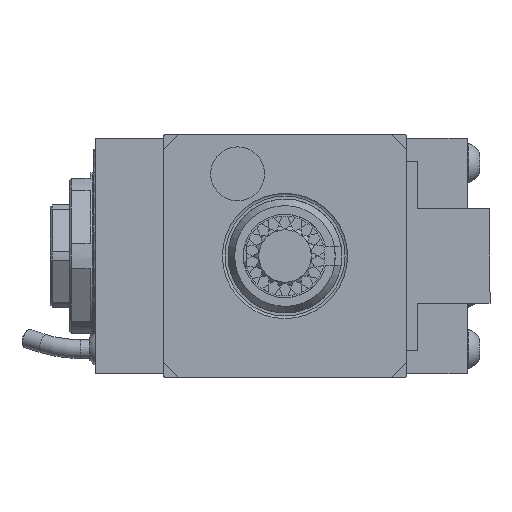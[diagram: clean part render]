
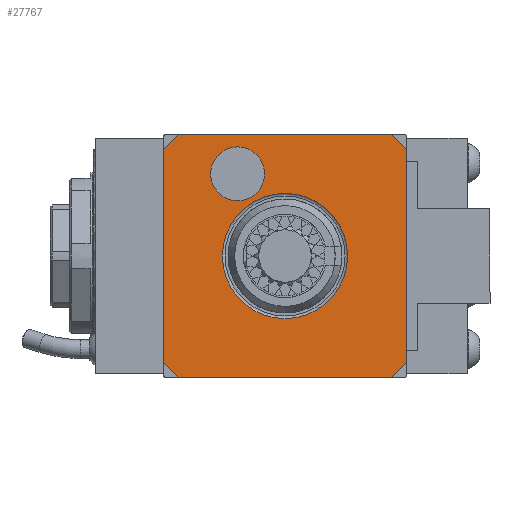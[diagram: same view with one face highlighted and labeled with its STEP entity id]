
A CAD part, front view. The second image highlights one B-rep face of the part: STEP entity #27767.
In plain terms, the highlighted planar face has unit normal (0, -1, 0).
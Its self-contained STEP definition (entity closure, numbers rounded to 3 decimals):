
#236 = CARTESIAN_POINT ( 'NONE',  ( 27.969, -18., -32. ) ) ;
#1571 = AXIS2_PLACEMENT_3D ( 'NONE', #32164, #8842, #25585 ) ;
#1631 = AXIS2_PLACEMENT_3D ( 'NONE', #21844, #35218, #5134 ) ;
#1670 = EDGE_CURVE ( 'NONE', #13871, #27426, #27018, .T. ) ;
#1920 = VECTOR ( 'NONE', #33441, 1000. ) ;
#2405 = CARTESIAN_POINT ( 'NONE',  ( -32., -18., -27.969 ) ) ;
#3252 = DIRECTION ( 'NONE',  ( 0., -1., 0. ) ) ;
#3966 = CARTESIAN_POINT ( 'NONE',  ( 0., -18., 0. ) ) ;
#5134 = DIRECTION ( 'NONE',  ( 0., 0., 1. ) ) ;
#5237 = CARTESIAN_POINT ( 'NONE',  ( 27.969, -18., 32. ) ) ;
#5418 = ORIENTED_EDGE ( 'NONE', *, *, #36625, .T. ) ;
#5468 = VECTOR ( 'NONE', #34791, 1000. ) ;
#5925 = DIRECTION ( 'NONE',  ( 0., 0., 1. ) ) ;
#6002 = LINE ( 'NONE', #33018, #1920 ) ;
#6348 = ORIENTED_EDGE ( 'NONE', *, *, #26793, .T. ) ;
#6533 = FACE_BOUND ( 'NONE', #37245, .T. ) ;
#7134 = VERTEX_POINT ( 'NONE', #12005 ) ;
#7207 = AXIS2_PLACEMENT_3D ( 'NONE', #40132, #12645, #22817 ) ;
#8842 = DIRECTION ( 'NONE',  ( 0., -1., 0. ) ) ;
#9500 = AXIS2_PLACEMENT_3D ( 'NONE', #37049, #3252, #20165 ) ;
#9616 = CARTESIAN_POINT ( 'NONE',  ( 32., -18., -45. ) ) ;
#10028 = CIRCLE ( 'NONE', #1631, 42.5 ) ;
#10552 = VERTEX_POINT ( 'NONE', #5237 ) ;
#10561 = VERTEX_POINT ( 'NONE', #15757 ) ;
#10715 = DIRECTION ( 'NONE',  ( 0., 1., 0. ) ) ;
#11567 = CARTESIAN_POINT ( 'NONE',  ( 0., -18., -32. ) ) ;
#12005 = CARTESIAN_POINT ( 'NONE',  ( 32., -18., -27.969 ) ) ;
#12645 = DIRECTION ( 'NONE',  ( 0., -1., 0. ) ) ;
#13661 = AXIS2_PLACEMENT_3D ( 'NONE', #3966, #37109, #17135 ) ;
#13871 = VERTEX_POINT ( 'NONE', #2405 ) ;
#14115 = EDGE_CURVE ( 'NONE', #29962, #10552, #29660, .T. ) ;
#14644 = DIRECTION ( 'NONE',  ( 0., 0., -1. ) ) ;
#15358 = VERTEX_POINT ( 'NONE', #42388 ) ;
#15667 = VERTEX_POINT ( 'NONE', #39118 ) ;
#15757 = CARTESIAN_POINT ( 'NONE',  ( -32., -18., 27.969 ) ) ;
#16014 = ORIENTED_EDGE ( 'NONE', *, *, #37409, .T. ) ;
#16140 = EDGE_CURVE ( 'NONE', #36029, #36029, #36816, .T. ) ;
#16205 = EDGE_CURVE ( 'NONE', #23359, #7134, #17944, .T. ) ;
#16211 = DIRECTION ( 'NONE',  ( 0., 0., 1. ) ) ;
#16235 = LINE ( 'NONE', #9616, #25738 ) ;
#16412 = PLANE ( 'NONE',  #7207 ) ;
#17135 = DIRECTION ( 'NONE',  ( 0., 0., 1. ) ) ;
#17944 = CIRCLE ( 'NONE', #9500, 42.5 ) ;
#18260 = EDGE_LOOP ( 'NONE', ( #21269 ) ) ;
#20165 = DIRECTION ( 'NONE',  ( 0., 0., 1. ) ) ;
#20518 = CIRCLE ( 'NONE', #23300, 16.495 ) ;
#21135 = ORIENTED_EDGE ( 'NONE', *, *, #1670, .T. ) ;
#21269 = ORIENTED_EDGE ( 'NONE', *, *, #33683, .T. ) ;
#21510 = ORIENTED_EDGE ( 'NONE', *, *, #16140, .F. ) ;
#21844 = CARTESIAN_POINT ( 'NONE',  ( 0., -18., 0. ) ) ;
#22619 = CARTESIAN_POINT ( 'NONE',  ( -12.5, -18., 21.651 ) ) ;
#22764 = EDGE_LOOP ( 'NONE', ( #5418, #35674, #16014, #21135, #6348, #30025, #32073, #32490 ) ) ;
#22817 = DIRECTION ( 'NONE',  ( 0., 0., 1. ) ) ;
#23300 = AXIS2_PLACEMENT_3D ( 'NONE', #37060, #10715, #14644 ) ;
#23359 = VERTEX_POINT ( 'NONE', #236 ) ;
#24287 = CARTESIAN_POINT ( 'NONE',  ( -32., -18., -45. ) ) ;
#24871 = CARTESIAN_POINT ( 'NONE',  ( -27.969, -18., -32. ) ) ;
#25585 = DIRECTION ( 'NONE',  ( 0., 0., 1. ) ) ;
#25738 = VECTOR ( 'NONE', #5925, 1000. ) ;
#26742 = FACE_BOUND ( 'NONE', #18260, .T. ) ;
#26793 = EDGE_CURVE ( 'NONE', #27426, #23359, #35315, .T. ) ;
#27018 = CIRCLE ( 'NONE', #13661, 42.5 ) ;
#27426 = VERTEX_POINT ( 'NONE', #24871 ) ;
#27767 = ADVANCED_FACE ( 'Defeature completata1_90', ( #6533, #39907, #26742 ), #16412, .T. ) ;
#27972 = CARTESIAN_POINT ( 'NONE',  ( 32., -18., 27.969 ) ) ;
#28333 = EDGE_CURVE ( 'NONE', #15667, #10561, #10028, .T. ) ;
#29660 = CIRCLE ( 'NONE', #1571, 42.5 ) ;
#29962 = VERTEX_POINT ( 'NONE', #27972 ) ;
#30025 = ORIENTED_EDGE ( 'NONE', *, *, #16205, .T. ) ;
#30867 = LINE ( 'NONE', #24287, #5468 ) ;
#32073 = ORIENTED_EDGE ( 'NONE', *, *, #41784, .T. ) ;
#32164 = CARTESIAN_POINT ( 'NONE',  ( 0., -18., 0. ) ) ;
#32490 = ORIENTED_EDGE ( 'NONE', *, *, #14115, .T. ) ;
#32753 = CARTESIAN_POINT ( 'NONE',  ( -12.5, -18., 28.751 ) ) ;
#33018 = CARTESIAN_POINT ( 'NONE',  ( 0., -18., 32. ) ) ;
#33441 = DIRECTION ( 'NONE',  ( -1., 0., 0. ) ) ;
#33683 = EDGE_CURVE ( 'NONE', #15358, #15358, #20518, .T. ) ;
#34512 = VECTOR ( 'NONE', #35733, 1000. ) ;
#34791 = DIRECTION ( 'NONE',  ( 0., 0., -1. ) ) ;
#35218 = DIRECTION ( 'NONE',  ( 0., -1., 0. ) ) ;
#35315 = LINE ( 'NONE', #11567, #34512 ) ;
#35674 = ORIENTED_EDGE ( 'NONE', *, *, #28333, .T. ) ;
#35733 = DIRECTION ( 'NONE',  ( 1., 0., 0. ) ) ;
#36029 = VERTEX_POINT ( 'NONE', #32753 ) ;
#36409 = DIRECTION ( 'NONE',  ( 0., -1., 0. ) ) ;
#36625 = EDGE_CURVE ( 'NONE', #10552, #15667, #6002, .T. ) ;
#36816 = CIRCLE ( 'NONE', #42432, 7.1 ) ;
#37049 = CARTESIAN_POINT ( 'NONE',  ( 0., -18., 0. ) ) ;
#37060 = CARTESIAN_POINT ( 'NONE',  ( 0., -18., 0. ) ) ;
#37109 = DIRECTION ( 'NONE',  ( 0., -1., 0. ) ) ;
#37245 = EDGE_LOOP ( 'NONE', ( #21510 ) ) ;
#37409 = EDGE_CURVE ( 'NONE', #10561, #13871, #30867, .T. ) ;
#39118 = CARTESIAN_POINT ( 'NONE',  ( -27.969, -18., 32. ) ) ;
#39907 = FACE_OUTER_BOUND ( 'NONE', #22764, .T. ) ;
#40132 = CARTESIAN_POINT ( 'NONE',  ( 0., -18., -45. ) ) ;
#41784 = EDGE_CURVE ( 'NONE', #7134, #29962, #16235, .T. ) ;
#42388 = CARTESIAN_POINT ( 'NONE',  ( 0., -18., -16.495 ) ) ;
#42432 = AXIS2_PLACEMENT_3D ( 'NONE', #22619, #36409, #16211 ) ;
